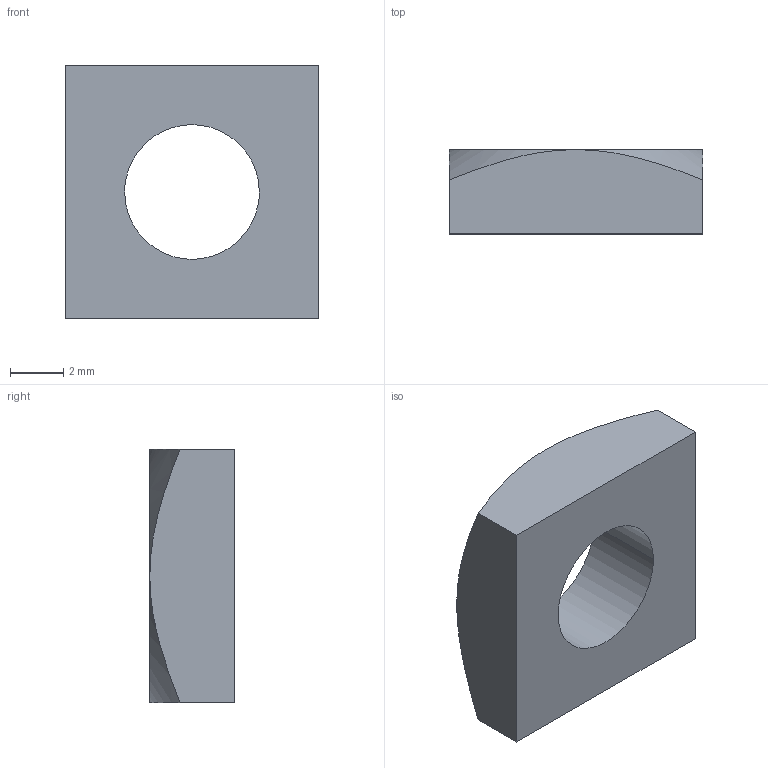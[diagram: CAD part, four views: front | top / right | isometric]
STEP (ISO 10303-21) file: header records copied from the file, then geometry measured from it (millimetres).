
FILE_DESCRIPTION(/* description */ (''),/* implementation_level */ '2;1');
FILE_NAME(/* name */ '18-8_S~1',/* time_stamp */ '2018-04-26T17:38:32-07:00',/* author */ (''),/* organization */ (''),/* preprocessor_version */ 'ST-DEVELOPER v15',/* originating_system */ '',/* authorisation */ '');
FILE_SCHEMA (('AUTOMOTIVE_DESIGN'));
Length unit declared in the file: inch
Products named in the file (1): Document
Bounding box: 9.53 x 3.17 x 9.53 mm (x, y, z)
Volume: 217.1 mm3; surface area: 300.1 mm2
Topology: 1 solids, 1 shells, 12 faces, 26 edges, 16 vertices
Faces by surface type: plane 6, bspline 6
Entity records: 427 total; most frequent: CARTESIAN_POINT 232, ORIENTED_EDGE 52, EDGE_CURVE 26, B_SPLINE_CURVE_WITH_KNOTS 16, VERTEX_POINT 16, EDGE_LOOP 14, ADVANCED_FACE 12, FACE_OUTER_BOUND 12
